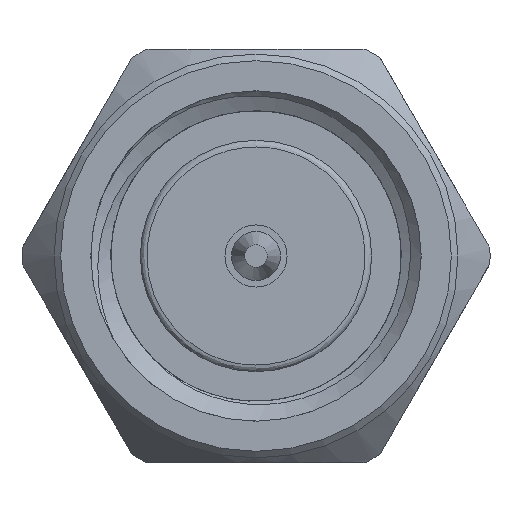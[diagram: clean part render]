
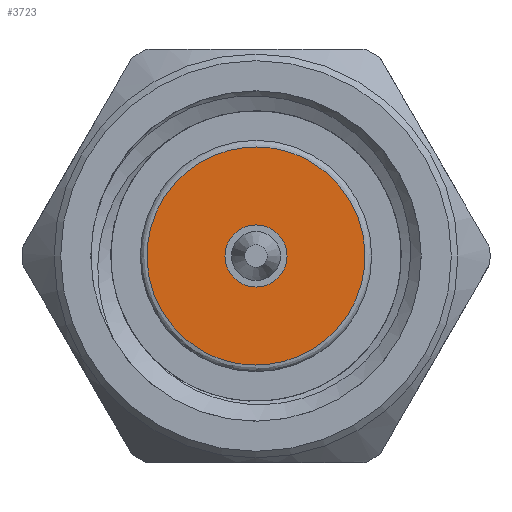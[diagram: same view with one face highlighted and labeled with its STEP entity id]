
A CAD part, left-side view. The second image highlights one B-rep face of the part: STEP entity #3723.
In plain terms, the highlighted planar face has unit normal (-1, 0, 0).
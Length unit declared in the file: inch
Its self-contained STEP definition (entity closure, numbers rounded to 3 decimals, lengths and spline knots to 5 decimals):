
#194 = FACE_BOUND ( 'NONE', #578, .T. ) ;
#224 = CARTESIAN_POINT ( 'NONE',  ( 0.11, 0., 0. ) ) ;
#291 = PLANE ( 'NONE',  #4563 ) ;
#364 = ORIENTED_EDGE ( 'NONE', *, *, #3303, .F. ) ;
#397 = EDGE_CURVE ( 'NONE', #4874, #1298, #4608, .T. ) ;
#578 = EDGE_LOOP ( 'NONE', ( #2333 ) ) ;
#603 = FACE_OUTER_BOUND ( 'NONE', #4748, .T. ) ;
#782 = CIRCLE ( 'NONE', #4658, 0.0235 ) ;
#966 = CARTESIAN_POINT ( 'NONE',  ( 0.11, 0.04125, -0.07145 ) ) ;
#1142 = CARTESIAN_POINT ( 'NONE',  ( 0.11, 0.04125, -0.07145 ) ) ;
#1298 = VERTEX_POINT ( 'NONE', #4637 ) ;
#1374 = CARTESIAN_POINT ( 'NONE',  ( 0.11, -0.18414, -0.01105 ) ) ;
#1675 = VERTEX_POINT ( 'NONE', #5201 ) ;
#2333 = ORIENTED_EDGE ( 'NONE', *, *, #2948, .F. ) ;
#2369 = DIRECTION ( 'NONE',  ( -1., 0., 0. ) ) ;
#2798 = DIRECTION ( 'NONE',  ( 0., 0., -1. ) ) ;
#2930 = CARTESIAN_POINT ( 'NONE',  ( 0.11, -0.04125, 0.07145 ) ) ;
#2948 = EDGE_CURVE ( 'NONE', #1675, #1675, #782, .T. ) ;
#3286 = CARTESIAN_POINT ( 'NONE',  ( 0.11, 0., 0. ) ) ;
#3303 = EDGE_CURVE ( 'NONE', #1298, #4874, #4194, .T. ) ;
#3563 = CARTESIAN_POINT ( 'NONE',  ( 0.11, -0.04125, 0.07145 ) ) ;
#3682 = CARTESIAN_POINT ( 'NONE',  ( 0.11, 0.18414, 0.01105 ) ) ;
#3723 = ADVANCED_FACE ( 'NONE', ( #194, #603 ), #291, .F. ) ;
#3905 = ORIENTED_EDGE ( 'NONE', *, *, #397, .F. ) ;
#4194 =( BOUNDED_CURVE ( )  B_SPLINE_CURVE ( 3, ( #3563, #1374, #5361, #5387 ),
 .UNSPECIFIED., .F., .T. ) 
 B_SPLINE_CURVE_WITH_KNOTS ( ( 4, 4 ),
 ( 0., 1. ),
 .UNSPECIFIED. ) 
 CURVE ( )  GEOMETRIC_REPRESENTATION_ITEM ( )  RATIONAL_B_SPLINE_CURVE ( ( 1., 0.333, 0.333, 1. ) ) 
 REPRESENTATION_ITEM ( '' )  );
#4209 = DIRECTION ( 'NONE',  ( 0., 0.5, -0.866 ) ) ;
#4210 = DIRECTION ( 'NONE',  ( 1., 0., 0. ) ) ;
#4563 = AXIS2_PLACEMENT_3D ( 'NONE', #3286, #4210, #2798 ) ;
#4608 =( BOUNDED_CURVE ( )  B_SPLINE_CURVE ( 3, ( #1142, #3682, #4667, #2930 ),
 .UNSPECIFIED., .F., .T. ) 
 B_SPLINE_CURVE_WITH_KNOTS ( ( 4, 4 ),
 ( 0., 1. ),
 .UNSPECIFIED. ) 
 CURVE ( )  GEOMETRIC_REPRESENTATION_ITEM ( )  RATIONAL_B_SPLINE_CURVE ( ( 1., 0.333, 0.333, 1. ) ) 
 REPRESENTATION_ITEM ( '' )  );
#4637 = CARTESIAN_POINT ( 'NONE',  ( 0.11, -0.04125, 0.07145 ) ) ;
#4658 = AXIS2_PLACEMENT_3D ( 'NONE', #224, #2369, #4209 ) ;
#4667 = CARTESIAN_POINT ( 'NONE',  ( 0.11, 0.10164, 0.15395 ) ) ;
#4748 = EDGE_LOOP ( 'NONE', ( #3905, #364 ) ) ;
#4874 = VERTEX_POINT ( 'NONE', #966 ) ;
#5201 = CARTESIAN_POINT ( 'NONE',  ( 0.11, 0.01175, -0.02035 ) ) ;
#5361 = CARTESIAN_POINT ( 'NONE',  ( 0.11, -0.10164, -0.15395 ) ) ;
#5387 = CARTESIAN_POINT ( 'NONE',  ( 0.11, 0.04125, -0.07145 ) ) ;
